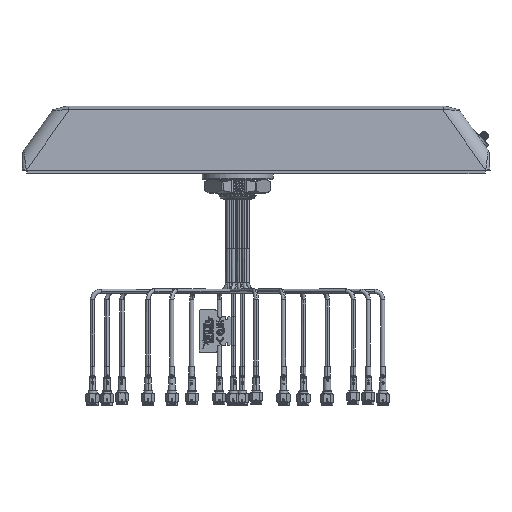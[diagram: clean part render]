
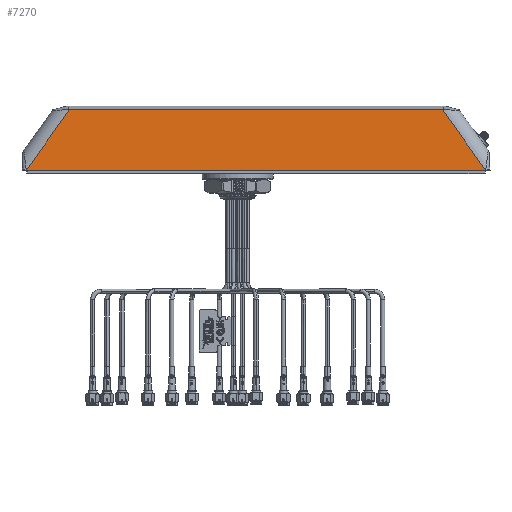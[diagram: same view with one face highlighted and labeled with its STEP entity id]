
A CAD part, top view. The second image highlights one B-rep face of the part: STEP entity #7270.
In plain terms, the highlighted planar face has unit normal (0, 0.052, 0.999).
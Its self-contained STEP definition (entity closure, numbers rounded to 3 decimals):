
#7270 = ADVANCED_FACE ( 'NONE', ( #117682 ), #26595, .F. ) ;
#7319 = DIRECTION ( 'NONE',  ( 1., 0., 0. ) ) ;
#9977 = EDGE_LOOP ( 'NONE', ( #97635, #20645, #64233, #54822, #76653, #25297 ) ) ;
#12921 = DIRECTION ( 'NONE',  ( 0., 0.999, -0.052 ) ) ;
#13219 = VECTOR ( 'NONE', #63558, 1000. ) ;
#14684 = CARTESIAN_POINT ( 'NONE',  ( 162.015, -0.2, 37.76 ) ) ;
#20645 = ORIENTED_EDGE ( 'NONE', *, *, #118879, .F. ) ;
#25297 = ORIENTED_EDGE ( 'NONE', *, *, #29433, .T. ) ;
#25892 = DIRECTION ( 'NONE',  ( -0.052, 0.997, -0.052 ) ) ;
#26564 = LINE ( 'NONE', #108409, #67642 ) ;
#26595 = PLANE ( 'NONE',  #59403 ) ;
#29433 = EDGE_CURVE ( 'NONE', #39685, #46741, #26564, .T. ) ;
#30921 = CARTESIAN_POINT ( 'NONE',  ( 162.979, -1.451, 37.826 ) ) ;
#33753 = VERTEX_POINT ( 'NONE', #84116 ) ;
#33893 = LINE ( 'NONE', #123638, #13219 ) ;
#39571 = CARTESIAN_POINT ( 'NONE',  ( 162.01, -0.106, 37.756 ) ) ;
#39685 = VERTEX_POINT ( 'NONE', #14684 ) ;
#39777 = LINE ( 'NONE', #109755, #60389 ) ;
#40071 = CARTESIAN_POINT ( 'NONE',  ( -162.01, -0.106, 37.756 ) ) ;
#44255 = VECTOR ( 'NONE', #77195, 1000. ) ;
#46432 = EDGE_CURVE ( 'NONE', #78049, #33753, #33893, .T. ) ;
#46741 = VERTEX_POINT ( 'NONE', #39571 ) ;
#54822 = ORIENTED_EDGE ( 'NONE', *, *, #59998, .F. ) ;
#56036 = LINE ( 'NONE', #116754, #44255 ) ;
#58846 = LINE ( 'NONE', #117596, #129632 ) ;
#59403 = AXIS2_PLACEMENT_3D ( 'NONE', #105807, #67495, #12921 ) ;
#59998 = EDGE_CURVE ( 'NONE', #64413, #78049, #39777, .T. ) ;
#60389 = VECTOR ( 'NONE', #108458, 1000. ) ;
#63558 = DIRECTION ( 'NONE',  ( 0.584, 0.811, -0.042 ) ) ;
#64233 = ORIENTED_EDGE ( 'NONE', *, *, #46432, .F. ) ;
#64413 = VERTEX_POINT ( 'NONE', #96852 ) ;
#67495 = DIRECTION ( 'NONE',  ( 0., -0.052, -0.999 ) ) ;
#67642 = VECTOR ( 'NONE', #25892, 1000. ) ;
#68560 = DIRECTION ( 'NONE',  ( -0.584, 0.811, -0.042 ) ) ;
#75188 = CARTESIAN_POINT ( 'NONE',  ( 131.49, 42.282, 35.534 ) ) ;
#76653 = ORIENTED_EDGE ( 'NONE', *, *, #113714, .T. ) ;
#77195 = DIRECTION ( 'NONE',  ( 1., 0., 0. ) ) ;
#78049 = VERTEX_POINT ( 'NONE', #40071 ) ;
#82717 = VERTEX_POINT ( 'NONE', #75188 ) ;
#84116 = CARTESIAN_POINT ( 'NONE',  ( -131.49, 42.282, 35.534 ) ) ;
#91648 = EDGE_CURVE ( 'NONE', #46741, #82717, #100216, .T. ) ;
#96852 = CARTESIAN_POINT ( 'NONE',  ( -162.015, -0.2, 37.76 ) ) ;
#97635 = ORIENTED_EDGE ( 'NONE', *, *, #91648, .T. ) ;
#100216 = LINE ( 'NONE', #30921, #116935 ) ;
#105807 = CARTESIAN_POINT ( 'NONE',  ( -165., 0., 37.75 ) ) ;
#108409 = CARTESIAN_POINT ( 'NONE',  ( 162.012, -0.156, 37.758 ) ) ;
#108458 = DIRECTION ( 'NONE',  ( 0.052, 0.997, -0.052 ) ) ;
#109755 = CARTESIAN_POINT ( 'NONE',  ( -162.012, -0.156, 37.758 ) ) ;
#113714 = EDGE_CURVE ( 'NONE', #64413, #39685, #56036, .T. ) ;
#116754 = CARTESIAN_POINT ( 'NONE',  ( -165., -0.2, 37.76 ) ) ;
#116935 = VECTOR ( 'NONE', #68560, 1000. ) ;
#117596 = CARTESIAN_POINT ( 'NONE',  ( -165., 42.282, 35.534 ) ) ;
#117682 = FACE_OUTER_BOUND ( 'NONE', #9977, .T. ) ;
#118879 = EDGE_CURVE ( 'NONE', #33753, #82717, #58846, .T. ) ;
#123638 = CARTESIAN_POINT ( 'NONE',  ( -162.979, -1.451, 37.826 ) ) ;
#129632 = VECTOR ( 'NONE', #7319, 1000. ) ;
